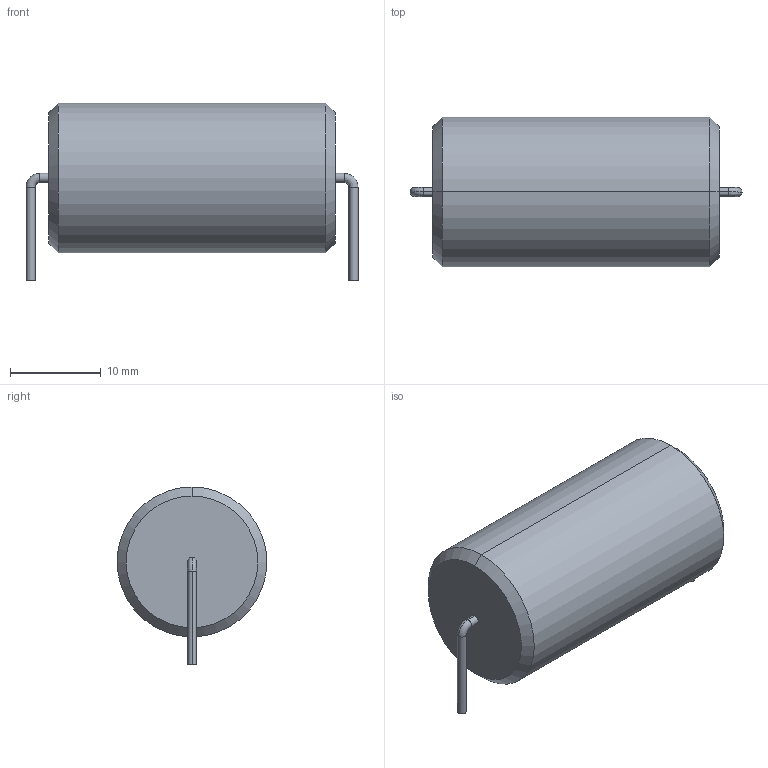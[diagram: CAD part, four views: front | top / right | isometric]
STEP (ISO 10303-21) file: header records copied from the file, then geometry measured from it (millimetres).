
FILE_DESCRIPTION((''),'2;1');
FILE_NAME('CAPAD3556-3150X1650_3d.stp','2011-04-18T11:38:40',(''),(''),'Mechanical Desktop 2011','Mechanical Desktop 2011',', , ');
FILE_SCHEMA(('AUTOMOTIVE_DESIGN { 1 2 10303 214 1 1 1 1 }'));
Length unit declared in the file: millimetre
Products named in the file (1): Product
Bounding box: 36.56 x 16.5 x 19.6 mm (x, y, z)
Volume: 6706.1 mm3; surface area: 2081.7 mm2
Topology: 3 solids, 3 shells, 24 faces, 42 edges, 24 vertices
Faces by surface type: bspline 8, cylinder 6, plane 4, cone 4, torus 2
Entity records: 760 total; most frequent: CARTESIAN_POINT 253, DIRECTION 104, ORIENTED_EDGE 84, AXIS2_PLACEMENT_3D 45, EDGE_CURVE 42, CIRCLE 28, VERTEX_POINT 24, EDGE_LOOP 24
